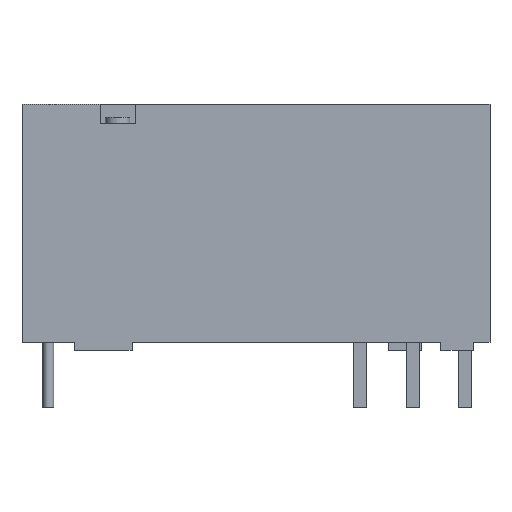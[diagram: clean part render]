
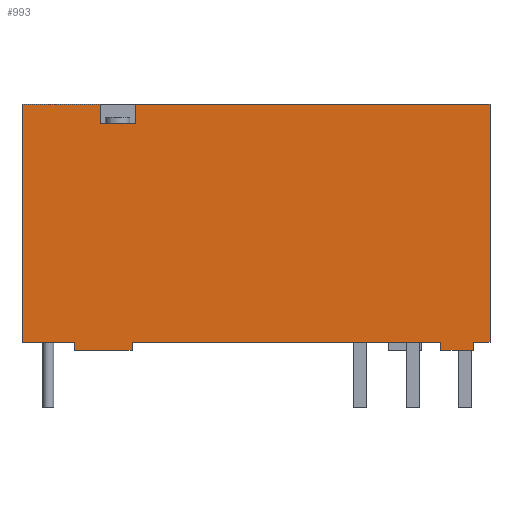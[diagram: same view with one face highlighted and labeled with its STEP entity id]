
A CAD part, front view. The second image highlights one B-rep face of the part: STEP entity #993.
In plain terms, the highlighted planar face has unit normal (0, -1, 0).
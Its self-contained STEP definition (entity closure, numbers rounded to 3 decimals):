
#57=LINE('',#1368,#181);
#62=LINE('',#1379,#186);
#64=LINE('',#1382,#188);
#67=LINE('',#1388,#191);
#68=LINE('',#1390,#192);
#118=LINE('',#1504,#242);
#122=LINE('',#1512,#246);
#126=LINE('',#1520,#250);
#130=LINE('',#1526,#254);
#131=LINE('',#1528,#255);
#134=LINE('',#1535,#258);
#139=LINE('',#1544,#263);
#140=LINE('',#1546,#264);
#150=LINE('',#1567,#274);
#155=LINE('',#1576,#279);
#156=LINE('',#1578,#280);
#181=VECTOR('',#1117,10.);
#186=VECTOR('',#1126,10.);
#188=VECTOR('',#1130,10.);
#191=VECTOR('',#1135,10.);
#192=VECTOR('',#1136,10.);
#242=VECTOR('',#1234,10.);
#246=VECTOR('',#1238,10.);
#250=VECTOR('',#1242,10.);
#254=VECTOR('',#1248,10.);
#255=VECTOR('',#1251,10.);
#258=VECTOR('',#1258,10.);
#263=VECTOR('',#1267,10.);
#264=VECTOR('',#1270,10.);
#274=VECTOR('',#1290,10.);
#279=VECTOR('',#1299,10.);
#280=VECTOR('',#1302,10.);
#339=FACE_OUTER_BOUND('',#399,.T.);
#399=EDGE_LOOP('',(#846,#847,#848,#849,#850,#851,#852,#853,#854,#855,#856,
#857,#858,#859,#860,#861));
#427=VERTEX_POINT('',#1362);
#429=VERTEX_POINT('',#1366);
#432=VERTEX_POINT('',#1376);
#433=VERTEX_POINT('',#1378);
#435=VERTEX_POINT('',#1386);
#436=VERTEX_POINT('',#1389);
#475=VERTEX_POINT('',#1501);
#476=VERTEX_POINT('',#1503);
#479=VERTEX_POINT('',#1509);
#480=VERTEX_POINT('',#1511);
#483=VERTEX_POINT('',#1517);
#484=VERTEX_POINT('',#1519);
#486=VERTEX_POINT('',#1532);
#489=VERTEX_POINT('',#1542);
#494=VERTEX_POINT('',#1564);
#497=VERTEX_POINT('',#1574);
#522=EDGE_CURVE('',#427,#429,#57,.T.);
#527=EDGE_CURVE('',#433,#432,#62,.T.);
#529=EDGE_CURVE('',#429,#433,#64,.T.);
#532=EDGE_CURVE('',#435,#432,#67,.T.);
#533=EDGE_CURVE('',#427,#436,#68,.T.);
#587=EDGE_CURVE('',#475,#476,#118,.T.);
#591=EDGE_CURVE('',#479,#480,#122,.T.);
#595=EDGE_CURVE('',#483,#484,#126,.T.);
#599=EDGE_CURVE('',#475,#436,#130,.T.);
#600=EDGE_CURVE('',#484,#435,#131,.T.);
#603=EDGE_CURVE('',#486,#479,#134,.T.);
#608=EDGE_CURVE('',#489,#476,#139,.T.);
#609=EDGE_CURVE('',#486,#489,#140,.T.);
#619=EDGE_CURVE('',#494,#483,#150,.T.);
#624=EDGE_CURVE('',#497,#480,#155,.T.);
#625=EDGE_CURVE('',#494,#497,#156,.T.);
#846=ORIENTED_EDGE('',*,*,#527,.T.);
#847=ORIENTED_EDGE('',*,*,#532,.F.);
#848=ORIENTED_EDGE('',*,*,#600,.F.);
#849=ORIENTED_EDGE('',*,*,#595,.F.);
#850=ORIENTED_EDGE('',*,*,#619,.F.);
#851=ORIENTED_EDGE('',*,*,#625,.T.);
#852=ORIENTED_EDGE('',*,*,#624,.T.);
#853=ORIENTED_EDGE('',*,*,#591,.F.);
#854=ORIENTED_EDGE('',*,*,#603,.F.);
#855=ORIENTED_EDGE('',*,*,#609,.T.);
#856=ORIENTED_EDGE('',*,*,#608,.T.);
#857=ORIENTED_EDGE('',*,*,#587,.F.);
#858=ORIENTED_EDGE('',*,*,#599,.T.);
#859=ORIENTED_EDGE('',*,*,#533,.F.);
#860=ORIENTED_EDGE('',*,*,#522,.T.);
#861=ORIENTED_EDGE('',*,*,#529,.T.);
#940=PLANE('',#1068);
#993=ADVANCED_FACE('',(#339),#940,.T.);
#1068=AXIS2_PLACEMENT_3D('',#1577,#1300,#1301);
#1117=DIRECTION('',(0.,0.,-1.));
#1126=DIRECTION('',(0.,0.,1.));
#1130=DIRECTION('',(-1.,0.,0.));
#1135=DIRECTION('',(1.,0.,0.));
#1136=DIRECTION('',(1.,0.,0.));
#1234=DIRECTION('',(-1.,0.,0.));
#1238=DIRECTION('',(-1.,0.,0.));
#1242=DIRECTION('',(-1.,0.,0.));
#1248=DIRECTION('',(0.,0.,1.));
#1251=DIRECTION('',(0.,0.,1.));
#1258=DIRECTION('',(0.,0.,1.));
#1267=DIRECTION('',(0.,0.,1.));
#1270=DIRECTION('',(1.,0.,0.));
#1290=DIRECTION('',(0.,0.,1.));
#1299=DIRECTION('',(0.,0.,1.));
#1300=DIRECTION('center_axis',(0.,-1.,0.));
#1301=DIRECTION('ref_axis',(1.,0.,0.));
#1302=DIRECTION('',(1.,0.,0.));
#1362=CARTESIAN_POINT('',(6.9,0.,15.));
#1366=CARTESIAN_POINT('',(6.9,0.,13.8));
#1368=CARTESIAN_POINT('',(6.9,0.,7.5));
#1376=CARTESIAN_POINT('',(4.75,0.,15.));
#1378=CARTESIAN_POINT('',(4.75,0.,13.8));
#1379=CARTESIAN_POINT('',(4.75,0.,7.5));
#1382=CARTESIAN_POINT('',(4.513,0.,13.8));
#1386=CARTESIAN_POINT('',(0.,0.,15.));
#1388=CARTESIAN_POINT('',(7.125,0.,15.));
#1389=CARTESIAN_POINT('',(28.5,0.,15.));
#1390=CARTESIAN_POINT('',(7.125,0.,15.));
#1501=CARTESIAN_POINT('',(28.5,0.,0.5));
#1503=CARTESIAN_POINT('',(27.5,0.,0.5));
#1504=CARTESIAN_POINT('',(7.125,0.,0.5));
#1509=CARTESIAN_POINT('',(25.5,0.,0.5));
#1511=CARTESIAN_POINT('',(6.7,0.,0.5));
#1512=CARTESIAN_POINT('',(7.125,0.,0.5));
#1517=CARTESIAN_POINT('',(3.2,0.,0.5));
#1519=CARTESIAN_POINT('',(0.,0.,0.5));
#1520=CARTESIAN_POINT('',(7.125,0.,0.5));
#1526=CARTESIAN_POINT('',(28.5,0.,0.5));
#1528=CARTESIAN_POINT('',(0.,0.,0.5));
#1532=CARTESIAN_POINT('',(25.5,0.,0.));
#1535=CARTESIAN_POINT('',(25.5,0.,0.));
#1542=CARTESIAN_POINT('',(27.5,0.,0.));
#1544=CARTESIAN_POINT('',(27.5,0.,0.));
#1546=CARTESIAN_POINT('',(0.,0.,0.));
#1564=CARTESIAN_POINT('',(3.2,0.,0.));
#1567=CARTESIAN_POINT('',(3.2,0.,0.));
#1574=CARTESIAN_POINT('',(6.7,0.,0.));
#1576=CARTESIAN_POINT('',(6.7,0.,0.));
#1577=CARTESIAN_POINT('Origin',(3.2,0.,0.));
#1578=CARTESIAN_POINT('',(0.,0.,0.));
